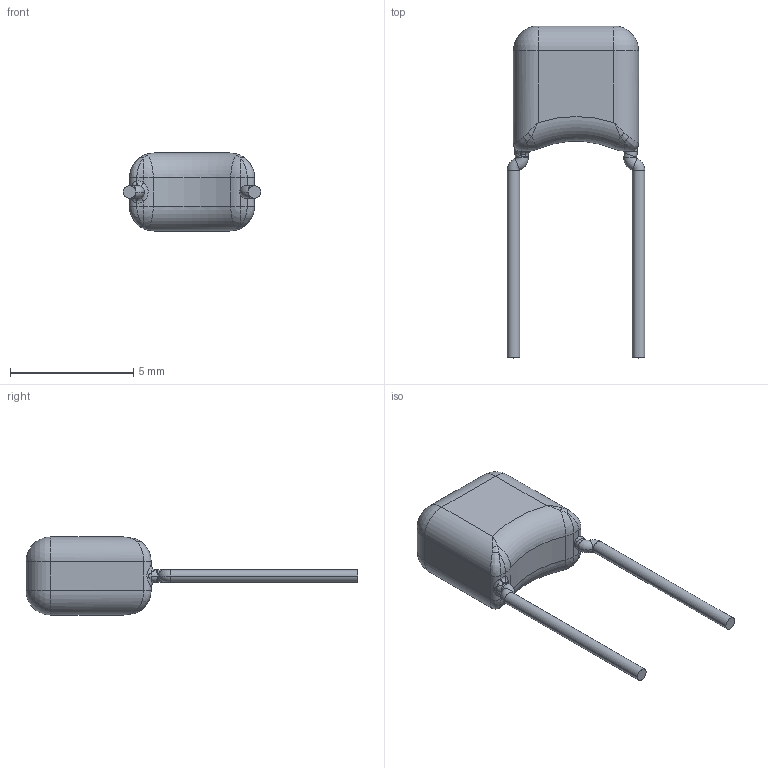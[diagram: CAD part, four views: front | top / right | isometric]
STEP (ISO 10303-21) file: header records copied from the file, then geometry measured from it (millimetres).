
FILE_DESCRIPTION (( 'STEP AP214' ), '1' );
FILE_NAME ('SR215C104KARTR1.STEP', '2023-05-18T08:18:19', ( '' ), ( '' ), 'SwSTEP 2.0', 'SolidWorks 2021', '' );
FILE_SCHEMA (( 'AUTOMOTIVE_DESIGN' ));
Length unit declared in the file: millimetre
Products named in the file (1): SR215C104KARTR1
Bounding box: 5.59 x 13.48 x 3.17 mm (x, y, z)
Volume: 73.2 mm3; surface area: 124.1 mm2
Topology: 3 solids, 3 shells, 90 faces, 200 edges, 104 vertices
Faces by surface type: cylinder 29, torus 21, bspline 18, plane 14, sphere 8
Entity records: 2707 total; most frequent: CARTESIAN_POINT 830, DIRECTION 401, ORIENTED_EDGE 376, EDGE_CURVE 188, AXIS2_PLACEMENT_3D 179, CIRCLE 106, VERTEX_POINT 104, ADVANCED_FACE 90
